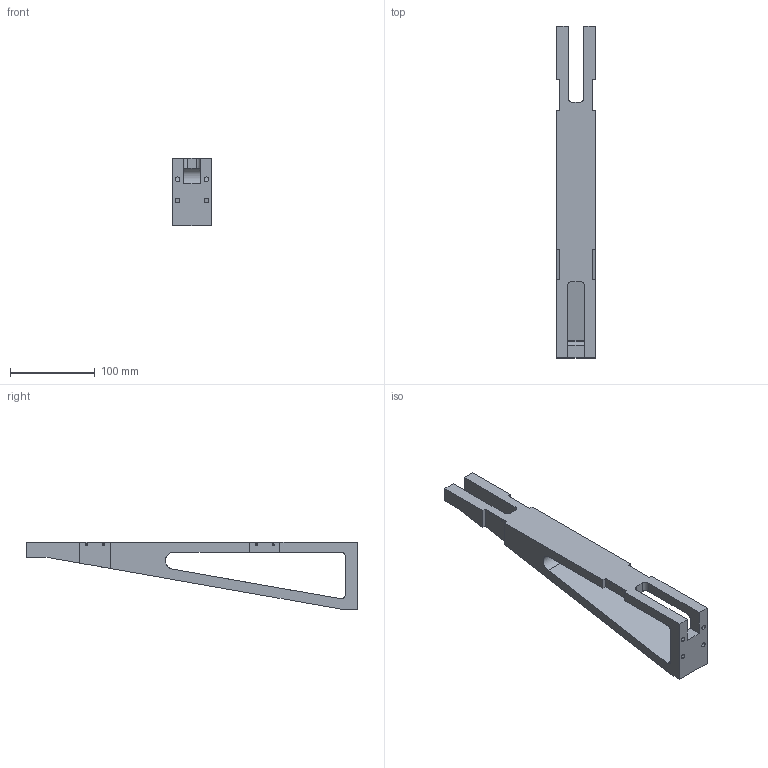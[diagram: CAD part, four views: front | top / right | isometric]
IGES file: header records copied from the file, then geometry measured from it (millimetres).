
Global section: file name: Filename.iges; native system: Open CASCADE 7.1; preprocessor: Open CASCADE IGES processor 7.1; author: root; date: 20170311.181023; units: millimetre
Bounding box: 46 x 391.5 x 80 mm (x, y, z)
Volume: 432178.9 mm3; surface area: 86453.3 mm2
Topology: 1 solids, 1 shells, 105 faces, 295 edges, 175 vertices
Faces by surface type: bspline 105
